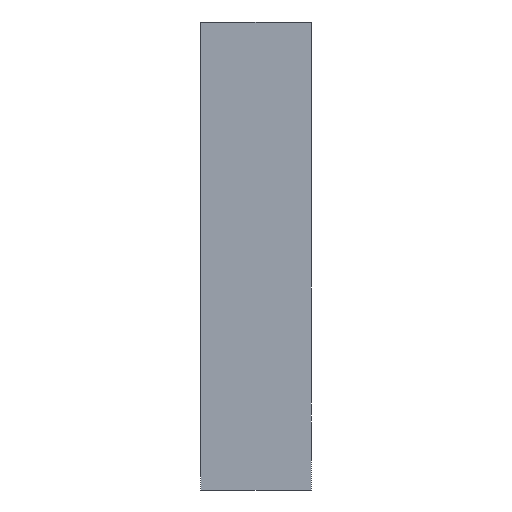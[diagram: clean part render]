
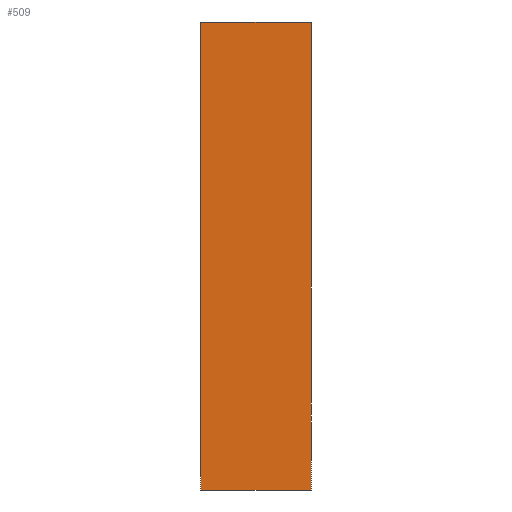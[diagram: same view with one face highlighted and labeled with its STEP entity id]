
A CAD part, left-side view. The second image highlights one B-rep face of the part: STEP entity #509.
In plain terms, the highlighted planar face has unit normal (-1, 0, 0).
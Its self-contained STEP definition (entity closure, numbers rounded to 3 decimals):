
#28 = VERTEX_POINT ( 'NONE', #704 ) ;
#73 = DIRECTION ( 'NONE',  ( 0., 0., 1. ) ) ;
#120 = DIRECTION ( 'NONE',  ( 0., -1., 0. ) ) ;
#142 = EDGE_LOOP ( 'NONE', ( #171, #1642, #1388, #1171 ) ) ;
#165 = EDGE_CURVE ( 'NONE', #1550, #597, #310, .T. ) ;
#171 = ORIENTED_EDGE ( 'NONE', *, *, #165, .T. ) ;
#175 = DIRECTION ( 'NONE',  ( 0., 0., 1. ) ) ;
#229 = CARTESIAN_POINT ( 'NONE',  ( -70., 17., -36. ) ) ;
#277 = PLANE ( 'NONE',  #1238 ) ;
#283 = EDGE_CURVE ( 'NONE', #28, #1550, #394, .T. ) ;
#310 = LINE ( 'NONE', #1352, #1308 ) ;
#343 = CARTESIAN_POINT ( 'NONE',  ( -70., 0., 36. ) ) ;
#360 = LINE ( 'NONE', #754, #928 ) ;
#394 = LINE ( 'NONE', #229, #1291 ) ;
#398 = FACE_OUTER_BOUND ( 'NONE', #142, .T. ) ;
#415 = DIRECTION ( 'NONE',  ( 0., 0., -1. ) ) ;
#501 = EDGE_CURVE ( 'NONE', #626, #597, #682, .T. ) ;
#509 = ADVANCED_FACE ( 'NONE', ( #398 ), #277, .F. ) ;
#532 = DIRECTION ( 'NONE',  ( 0., -1., 0. ) ) ;
#538 = DIRECTION ( 'NONE',  ( 1., 0., 0. ) ) ;
#597 = VERTEX_POINT ( 'NONE', #343 ) ;
#626 = VERTEX_POINT ( 'NONE', #978 ) ;
#682 = LINE ( 'NONE', #1210, #850 ) ;
#704 = CARTESIAN_POINT ( 'NONE',  ( -70., 17., -36. ) ) ;
#754 = CARTESIAN_POINT ( 'NONE',  ( -70., 17., -36. ) ) ;
#850 = VECTOR ( 'NONE', #120, 1000. ) ;
#873 = EDGE_CURVE ( 'NONE', #28, #626, #360, .T. ) ;
#928 = VECTOR ( 'NONE', #73, 1000. ) ;
#978 = CARTESIAN_POINT ( 'NONE',  ( -70., 17., 36. ) ) ;
#1171 = ORIENTED_EDGE ( 'NONE', *, *, #283, .T. ) ;
#1210 = CARTESIAN_POINT ( 'NONE',  ( -70., 17., 36. ) ) ;
#1238 = AXIS2_PLACEMENT_3D ( 'NONE', #1452, #538, #415 ) ;
#1291 = VECTOR ( 'NONE', #532, 1000. ) ;
#1308 = VECTOR ( 'NONE', #175, 1000. ) ;
#1352 = CARTESIAN_POINT ( 'NONE',  ( -70., 0., -36. ) ) ;
#1388 = ORIENTED_EDGE ( 'NONE', *, *, #873, .F. ) ;
#1452 = CARTESIAN_POINT ( 'NONE',  ( -70., 17., -36. ) ) ;
#1550 = VERTEX_POINT ( 'NONE', #1581 ) ;
#1581 = CARTESIAN_POINT ( 'NONE',  ( -70., 0., -36. ) ) ;
#1642 = ORIENTED_EDGE ( 'NONE', *, *, #501, .F. ) ;
